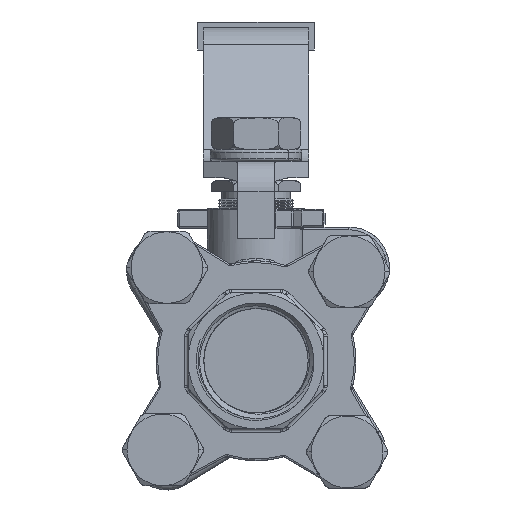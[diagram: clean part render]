
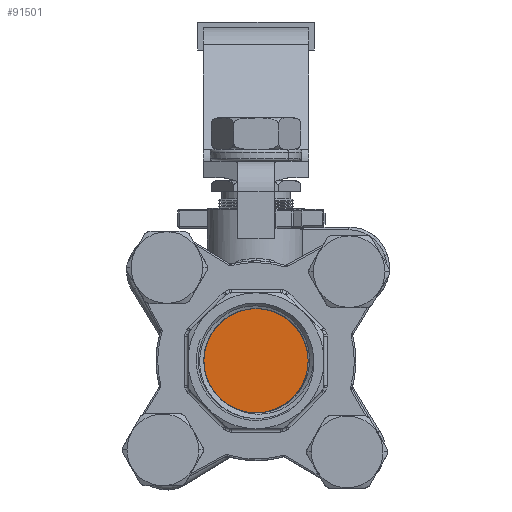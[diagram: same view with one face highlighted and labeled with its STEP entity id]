
A CAD part, front view. The second image highlights one B-rep face of the part: STEP entity #91501.
In plain terms, the highlighted planar face has unit normal (0, -1, 0).
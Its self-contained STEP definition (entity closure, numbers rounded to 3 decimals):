
#25716=CARTESIAN_POINT('',(0.,-18.5,-9.4));
#25717=VERTEX_POINT('',#25716);
#25778=CARTESIAN_POINT('',(-0.,-18.5,9.4));
#25779=VERTEX_POINT('',#25778);
#25787=CARTESIAN_POINT('',(0.,-18.5,0.));
#25788=DIRECTION('',(0.,-1.,0.));
#25789=DIRECTION('',(0.,-0.,-1.));
#25790=AXIS2_PLACEMENT_3D('',#25787,#25788,#25789);
#25791=CIRCLE('',#25790,9.4);
#25792=EDGE_CURVE('',#25717,#25779,#25791,.T.);
#32371=CARTESIAN_POINT('',(0.,-18.5,0.));
#32372=DIRECTION('',(0.,-1.,0.));
#32373=DIRECTION('',(0.,-0.,-1.));
#32374=AXIS2_PLACEMENT_3D('',#32371,#32372,#32373);
#32375=CIRCLE('',#32374,9.4);
#32376=EDGE_CURVE('',#25779,#25717,#32375,.T.);
#91492=CARTESIAN_POINT('',(0.,-18.5,-9.4));
#91493=DIRECTION('',(-0.,1.,-0.));
#91494=DIRECTION('',(0.,0.,1.));
#91495=AXIS2_PLACEMENT_3D('',#91492,#91493,#91494);
#91496=PLANE('',#91495);
#91497=ORIENTED_EDGE('',*,*,#32376,.T.);
#91498=ORIENTED_EDGE('',*,*,#25792,.T.);
#91499=EDGE_LOOP('',(#91497,#91498));
#91500=FACE_BOUND('',#91499,.T.);
#91501=ADVANCED_FACE('',(#91500),#91496,.F.);
